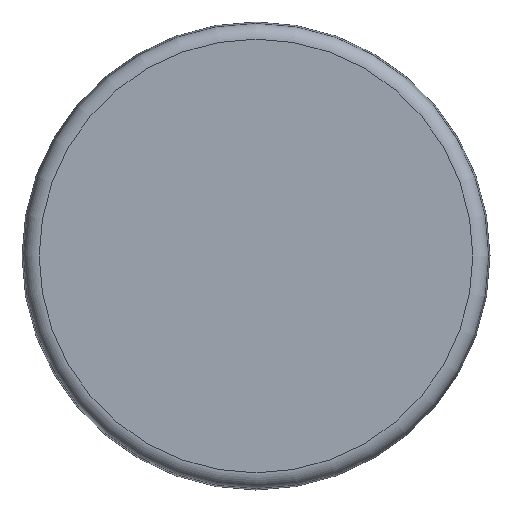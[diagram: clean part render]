
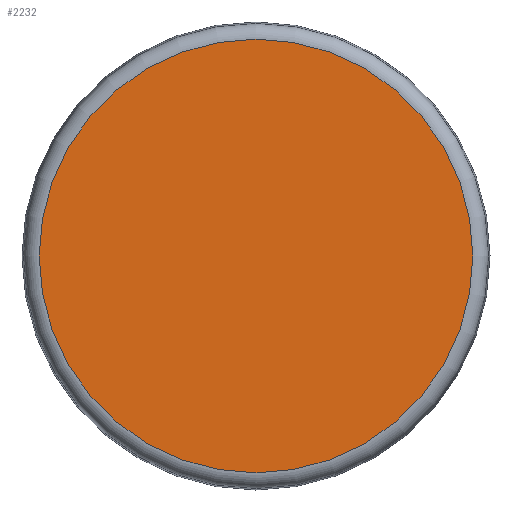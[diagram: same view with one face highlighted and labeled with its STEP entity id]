
A CAD part, front view. The second image highlights one B-rep face of the part: STEP entity #2232.
In plain terms, the highlighted planar face has unit normal (0, -1, 0).
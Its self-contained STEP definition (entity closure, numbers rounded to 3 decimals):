
#87=PLANE('',#2456);
#483=FACE_OUTER_BOUND('',#643,.T.);
#643=EDGE_LOOP('',(#1616,#1617));
#815=CIRCLE('',#2435,13.899);
#816=CIRCLE('',#2436,13.899);
#981=VERTEX_POINT('',#3507);
#982=VERTEX_POINT('',#3509);
#1184=EDGE_CURVE('',#982,#981,#815,.T.);
#1185=EDGE_CURVE('',#981,#982,#816,.T.);
#1616=ORIENTED_EDGE('',*,*,#1184,.T.);
#1617=ORIENTED_EDGE('',*,*,#1185,.T.);
#2232=ADVANCED_FACE('',(#483),#87,.F.);
#2435=AXIS2_PLACEMENT_3D('',#3510,#2772,#2773);
#2436=AXIS2_PLACEMENT_3D('',#3511,#2774,#2775);
#2456=AXIS2_PLACEMENT_3D('',#4055,#2832,#2833);
#2772=DIRECTION('center_axis',(0.,-1.,0.));
#2773=DIRECTION('ref_axis',(0.,0.,1.));
#2774=DIRECTION('center_axis',(0.,-1.,0.));
#2775=DIRECTION('ref_axis',(0.,0.,1.));
#2832=DIRECTION('center_axis',(0.,1.,0.));
#2833=DIRECTION('ref_axis',(0.,0.,1.));
#3507=CARTESIAN_POINT('',(0.,-2.9,-13.899));
#3509=CARTESIAN_POINT('',(0.,-2.9,13.899));
#3510=CARTESIAN_POINT('Origin',(0.,-2.9,0.));
#3511=CARTESIAN_POINT('Origin',(0.,-2.9,0.));
#4055=CARTESIAN_POINT('Origin',(0.,-2.9,0.));
